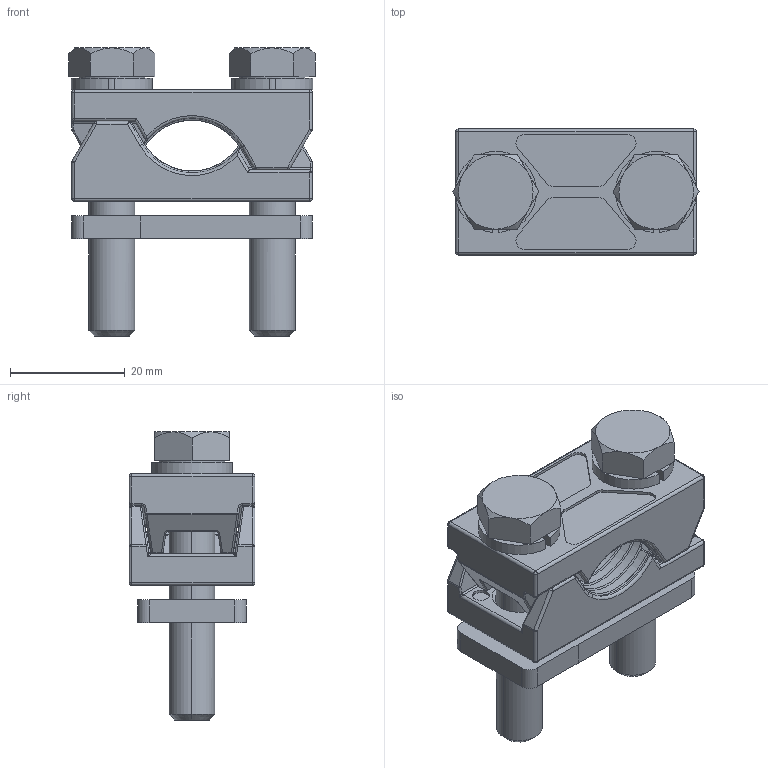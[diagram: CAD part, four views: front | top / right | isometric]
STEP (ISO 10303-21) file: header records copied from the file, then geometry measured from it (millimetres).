
FILE_DESCRIPTION((''),'2;1');
FILE_NAME('001692762_SP_KVL2_P1_ASM','2023-10-23T14:11:21',('klemen.sitar'),('Audax d.o.o.'),'CREO PARAMETRIC BY PTC INC, 2021304','CREO PARAMETRIC BY PTC INC, 2021304','');
FILE_SCHEMA(('AP242_MANAGED_MODEL_BASED_3D_ENGINEERING_MIM_LF { 1 0 10303 442 1 1 4 }'));
Length unit declared in the file: millimetre
Products named in the file (5): 70196_KLEMMENTEIL_1; 56427_KLEMMENUNTERTEIL_1; 66812_FEDERRING_DIN_127_A8_1; 65728_SECHSKANTSCHRAUBE_M8X45_1; 001692762_SP_KVL2_P1_ASM
Assembly tree (7 placements, depth 2):
  001692762_SP_KVL2_P1_ASM
    70196_KLEMMENTEIL_1  x2
    56427_KLEMMENUNTERTEIL_1
    66812_FEDERRING_DIN_127_A8_1  x2
    65728_SECHSKANTSCHRAUBE_M8X45_1  x2
Bounding box: 43.01 x 22 x 50.3 mm (x, y, z)
Volume: 9331 mm3; surface area: 13171.6 mm2
Topology: 5 solids, 7 shells, 598 faces, 1638 edges, 1018 vertices
Faces by surface type: cylinder 252, plane 148, bspline 130, cone 52, sphere 8, torus 8
Entity records: 19395 total; most frequent: CARTESIAN_POINT 6964, ORIENTED_EDGE 1637, DIRECTION 1231, PRESENTATION_STYLE_ASSIGNMENT 1132, STYLED_ITEM 1132, CURVE_STYLE 822, EDGE_CURVE 822, VERTEX_POINT 523
